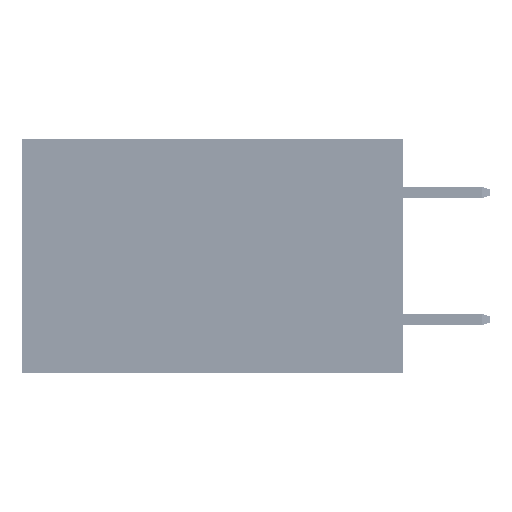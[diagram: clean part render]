
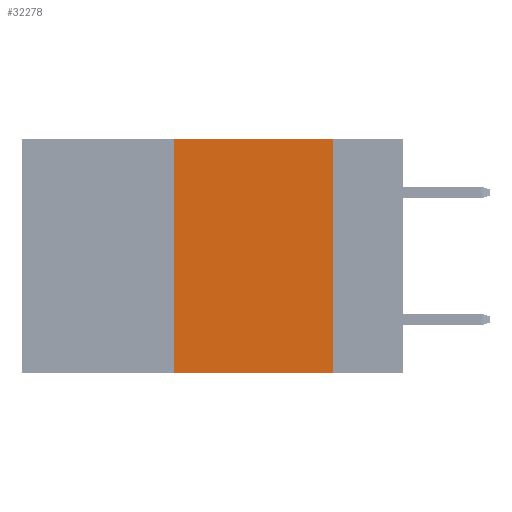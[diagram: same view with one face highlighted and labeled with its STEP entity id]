
A CAD part, left-side view. The second image highlights one B-rep face of the part: STEP entity #32278.
In plain terms, the highlighted planar face has unit normal (-1, 0, 0).
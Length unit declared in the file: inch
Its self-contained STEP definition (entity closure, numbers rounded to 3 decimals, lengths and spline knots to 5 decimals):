
#174 = LINE ( 'NONE', #8618, #21546 ) ;
#430 = DIRECTION ( 'NONE',  ( 0., -1., 0. ) ) ;
#2808 = FACE_OUTER_BOUND ( 'NONE', #30328, .T. ) ;
#5257 = CARTESIAN_POINT ( 'NONE',  ( 0., 0.11, 0. ) ) ;
#8618 = CARTESIAN_POINT ( 'NONE',  ( 0., 0.6, -0.37 ) ) ;
#9863 = VECTOR ( 'NONE', #51067, 39.37008 ) ;
#13758 = VERTEX_POINT ( 'NONE', #29263 ) ;
#14983 = EDGE_CURVE ( 'NONE', #17396, #13758, #26190, .T. ) ;
#15278 = VECTOR ( 'NONE', #42759, 39.37008 ) ;
#15356 = DIRECTION ( 'NONE',  ( 1., 0., 0. ) ) ;
#17396 = VERTEX_POINT ( 'NONE', #49650 ) ;
#17806 = LINE ( 'NONE', #5257, #9863 ) ;
#18378 = ORIENTED_EDGE ( 'NONE', *, *, #49236, .F. ) ;
#21546 = VECTOR ( 'NONE', #430, 39.37008 ) ;
#22616 = AXIS2_PLACEMENT_3D ( 'NONE', #32541, #15356, #23565 ) ;
#23565 = DIRECTION ( 'NONE',  ( 0., 0., -1. ) ) ;
#26190 = LINE ( 'NONE', #26727, #43017 ) ;
#26727 = CARTESIAN_POINT ( 'NONE',  ( 0., 0.6, 0. ) ) ;
#27947 = ORIENTED_EDGE ( 'NONE', *, *, #51574, .F. ) ;
#28862 = ORIENTED_EDGE ( 'NONE', *, *, #14983, .F. ) ;
#29263 = CARTESIAN_POINT ( 'NONE',  ( 0., 0.11, 0. ) ) ;
#29841 = EDGE_CURVE ( 'NONE', #53342, #46783, #174, .T. ) ;
#30328 = EDGE_LOOP ( 'NONE', ( #18378, #28862, #27947, #45656 ) ) ;
#32278 = ADVANCED_FACE ( 'NONE', ( #2808 ), #44534, .F. ) ;
#32541 = CARTESIAN_POINT ( 'NONE',  ( 0., 0.6, 0. ) ) ;
#36475 = CARTESIAN_POINT ( 'NONE',  ( 0., 0.36, -0.37 ) ) ;
#39001 = DIRECTION ( 'NONE',  ( 0., -1., 0. ) ) ;
#40511 = CARTESIAN_POINT ( 'NONE',  ( 0., 0.11, -0.37 ) ) ;
#42759 = DIRECTION ( 'NONE',  ( 0., 0., 1. ) ) ;
#43017 = VECTOR ( 'NONE', #39001, 39.37008 ) ;
#44534 = PLANE ( 'NONE',  #22616 ) ;
#45656 = ORIENTED_EDGE ( 'NONE', *, *, #29841, .T. ) ;
#46783 = VERTEX_POINT ( 'NONE', #40511 ) ;
#49236 = EDGE_CURVE ( 'NONE', #13758, #46783, #17806, .T. ) ;
#49650 = CARTESIAN_POINT ( 'NONE',  ( 0., 0.36, 0. ) ) ;
#50119 = LINE ( 'NONE', #50683, #15278 ) ;
#50683 = CARTESIAN_POINT ( 'NONE',  ( 0., 0.36, 0. ) ) ;
#51067 = DIRECTION ( 'NONE',  ( 0., 0., -1. ) ) ;
#51574 = EDGE_CURVE ( 'NONE', #53342, #17396, #50119, .T. ) ;
#53342 = VERTEX_POINT ( 'NONE', #36475 ) ;
